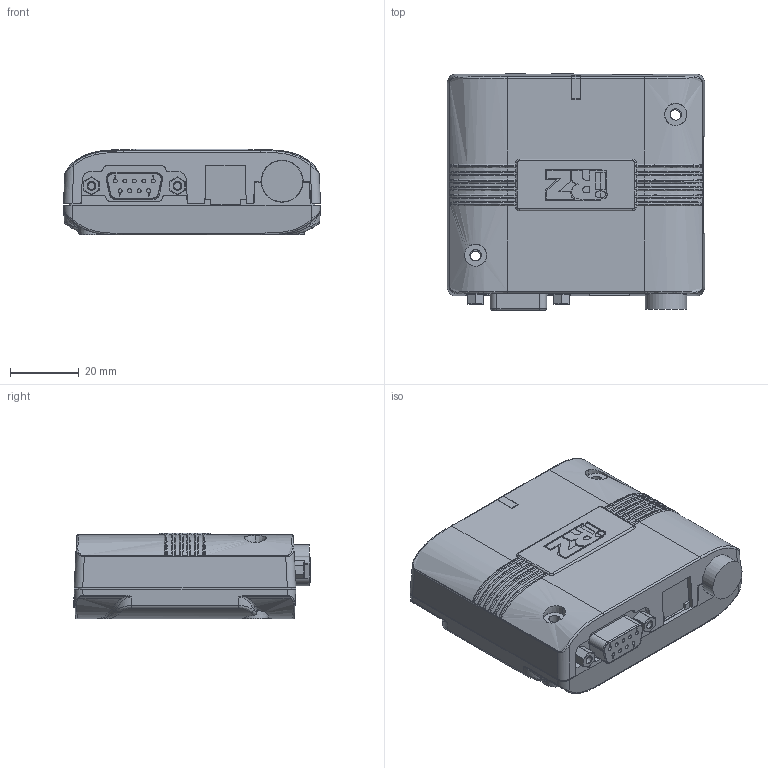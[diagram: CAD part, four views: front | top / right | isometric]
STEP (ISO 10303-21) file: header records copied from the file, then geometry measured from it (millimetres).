
FILE_DESCRIPTION (( 'STEP AP214' ), '1' );
FILE_NAME ('mc52.STEP', '2015-08-21T09:15:47', ( '' ), ( '' ), 'SwSTEP 2.0', 'SolidWorks 2014', '' );
FILE_SCHEMA (( 'AUTOMOTIVE_DESIGN' ));
Length unit declared in the file: millimetre
Products named in the file (4): sim; MC52-BGS-EHS; C00062; mc52
Assembly tree (3 placements, depth 2):
  mc52
    C00062
    MC52-BGS-EHS
    sim
Bounding box: 74.8 x 68.71 x 24.93 mm (x, y, z)
Volume: 53829.9 mm3; surface area: 57741.6 mm2
Topology: 133 solids, 134 shells, 4934 faces, 13086 edges, 8424 vertices
Faces by surface type: plane 3209, cylinder 967, bspline 673, cone 51, torus 24, sphere 10
Entity records: 247691 total; most frequent: CARTESIAN_POINT 75072, ORIENTED_EDGE 26090, DIRECTION 21203, EDGE_CURVE 13045, LINE 9183, VECTOR 9183, VERTEX_POINT 8422, AXIS2_PLACEMENT_3D 6010
